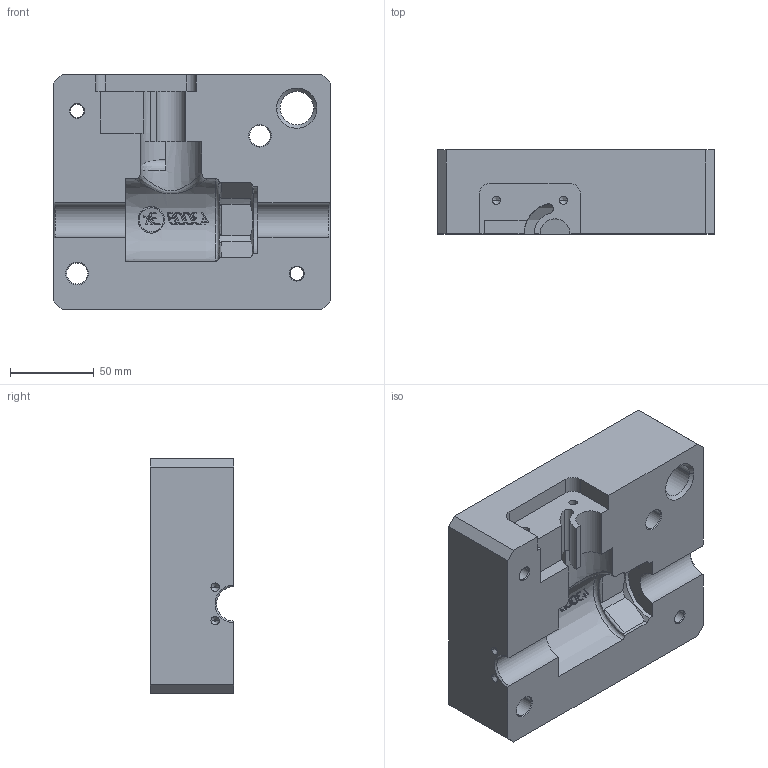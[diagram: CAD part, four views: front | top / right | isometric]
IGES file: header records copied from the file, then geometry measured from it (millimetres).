
Start section: IGES file generated from Kompas 1.3 for Windows drawing by the IGES translator from Ascon Ltd., translator version IGESOUT-5.1.
Global section: file name: 4300Â.01ËÏ2.igs; native system: Kompas( 32 bit ) for Windows; preprocessor: 1.0; author: unknown; organization: unknown; date: -17790115:043811; units: millimetre
Bounding box: 165 x 50 x 140 mm (x, y, z)
Volume: 987017.8 mm3; surface area: 92520 mm2
Topology: 1 solids, 1 shells, 338 faces, 923 edges, 600 vertices
Faces by surface type: extrusion 131, bspline 116, revolution 91
